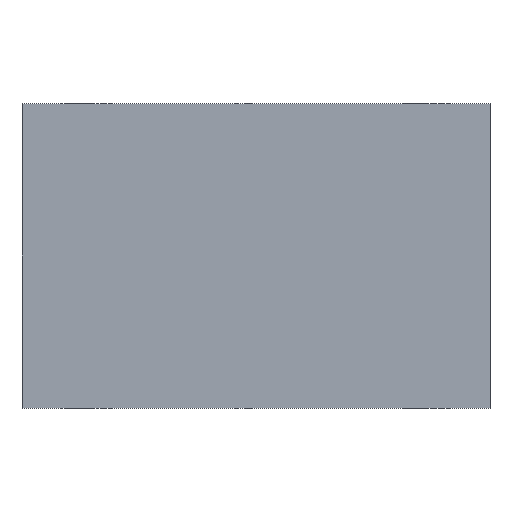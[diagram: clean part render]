
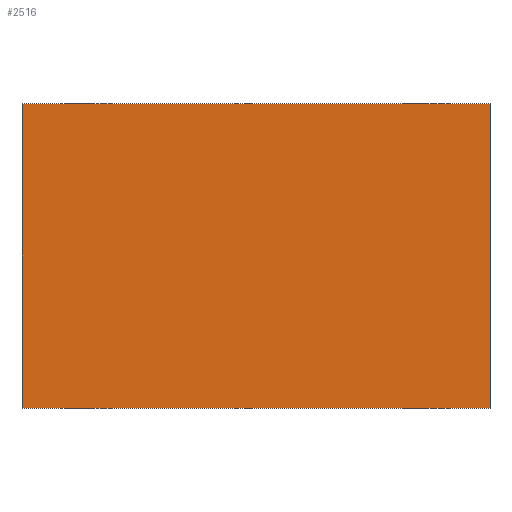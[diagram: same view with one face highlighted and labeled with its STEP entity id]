
A CAD part, front view. The second image highlights one B-rep face of the part: STEP entity #2516.
In plain terms, the highlighted planar face has unit normal (0, -1, 0).
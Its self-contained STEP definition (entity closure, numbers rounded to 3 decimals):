
#95=LINE('',#3874,#289);
#168=LINE('',#4197,#362);
#171=LINE('',#4206,#365);
#173=LINE('',#4213,#367);
#289=VECTOR('',#3034,1000.);
#362=VECTOR('',#3245,1000.);
#365=VECTOR('',#3254,1000.);
#367=VECTOR('',#3262,1000.);
#488=PLANE('',#2764);
#820=ORIENTED_EDGE('',*,*,#1486,.T.);
#821=ORIENTED_EDGE('',*,*,#1477,.F.);
#822=ORIENTED_EDGE('',*,*,#1482,.F.);
#823=ORIENTED_EDGE('',*,*,#1344,.T.);
#1344=EDGE_CURVE('',#1693,#1692,#95,.T.);
#1477=EDGE_CURVE('',#1799,#1800,#168,.T.);
#1482=EDGE_CURVE('',#1693,#1799,#171,.T.);
#1486=EDGE_CURVE('',#1692,#1800,#173,.T.);
#1692=VERTEX_POINT('',#3873);
#1693=VERTEX_POINT('',#3875);
#1799=VERTEX_POINT('',#4196);
#1800=VERTEX_POINT('',#4198);
#2079=EDGE_LOOP('',(#820,#821,#822,#823));
#2287=FACE_BOUND('',#2079,.T.);
#2516=ADVANCED_FACE('',(#2287),#488,.F.);
#2764=AXIS2_PLACEMENT_3D('',#4214,#3263,#3264);
#3034=DIRECTION('',(0.,0.,-1.));
#3245=DIRECTION('',(0.,0.,-1.));
#3254=DIRECTION('',(1.,0.,0.));
#3262=DIRECTION('',(1.,0.,0.));
#3263=DIRECTION('',(0.,1.,0.));
#3264=DIRECTION('',(0.,0.,1.));
#3873=CARTESIAN_POINT('',(-40.,0.,-26.));
#3874=CARTESIAN_POINT('',(-40.,0.,26.));
#3875=CARTESIAN_POINT('',(-40.,0.,26.));
#4196=CARTESIAN_POINT('',(40.,0.,26.));
#4197=CARTESIAN_POINT('',(40.,0.,26.));
#4198=CARTESIAN_POINT('',(40.,0.,-26.));
#4206=CARTESIAN_POINT('',(-40.,0.,26.));
#4213=CARTESIAN_POINT('',(-40.,0.,-26.));
#4214=CARTESIAN_POINT('',(-40.,0.,26.));
